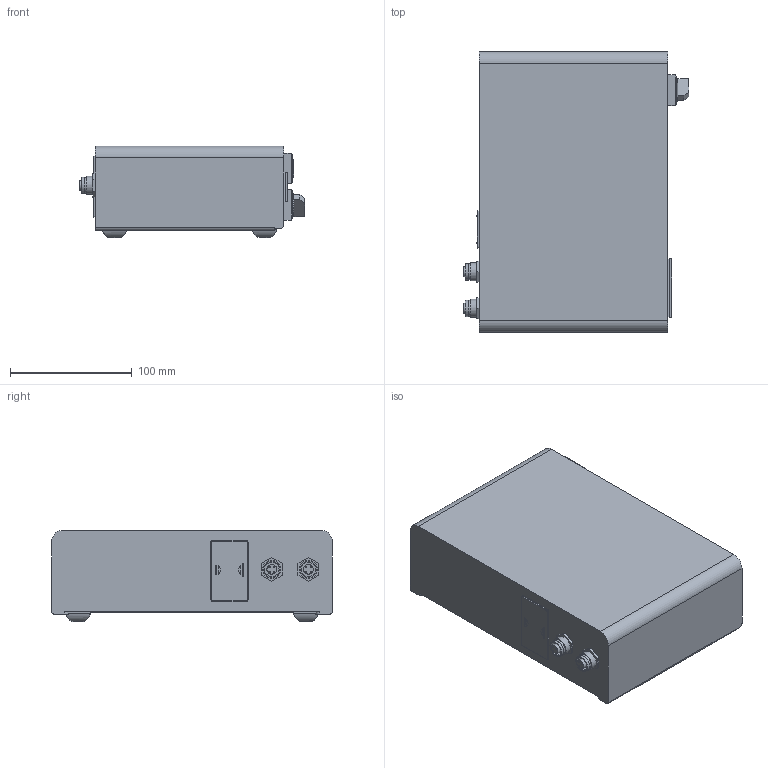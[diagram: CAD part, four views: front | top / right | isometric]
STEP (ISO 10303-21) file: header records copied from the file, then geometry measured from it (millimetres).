
FILE_DESCRIPTION(/* description */ (''),/* implementation_level */ '2;1');
FILE_NAME(/* name */ 'S00850_R3_ZSB_Heizung_24V_990235A_Shrinkwrap_1.stp',/* time_stamp */ '2021-02-02T08:27:15+01:00',/* author */ ('glueck'),/* organization */ (''),/* preprocessor_version */ 'ST-DEVELOPER v18.1',/* originating_system */ 'Autodesk Inventor 2021',/* authorisation */ '');
FILE_SCHEMA (('AUTOMOTIVE_DESIGN { 1 0 10303 214 3 1 1 }'));
Length unit declared in the file: millimetre
Products named in the file (1): S00850_R3_ZSB_Heizung_24V_990235A_Shrinkwrap_1
Bounding box: 185.2 x 230.4 x 75.1 mm (x, y, z)
Volume: 2424902.2 mm3; surface area: 128147.1 mm2
Topology: 1 solids, 1 shells, 236 faces, 585 edges, 377 vertices
Faces by surface type: plane 163, cylinder 57, cone 12, torus 4
Full cylindrical faces by diameter (mm): 1.2 x8, 8 x2, 12 x2, 13 x2, 13.5 x2, 14.8 x2, 18 x1
Entity records: 7270 total; most frequent: CARTESIAN_POINT 1229, DIRECTION 1174, ORIENTED_EDGE 1154, EDGE_CURVE 577, LINE 442, VECTOR 442, VERTEX_POINT 377, AXIS2_PLACEMENT_3D 366
